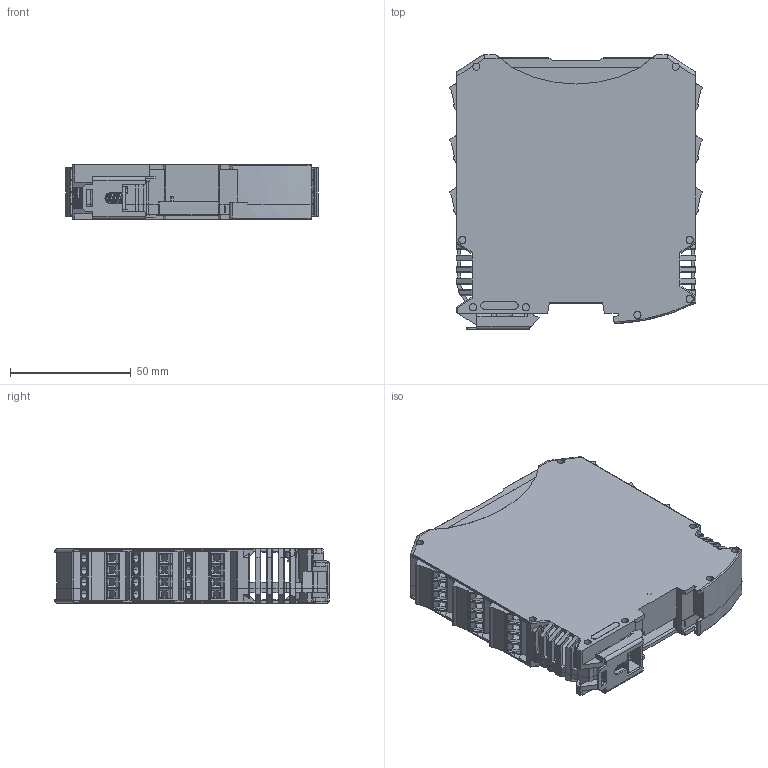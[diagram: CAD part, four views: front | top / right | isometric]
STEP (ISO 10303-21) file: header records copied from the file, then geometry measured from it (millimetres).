
FILE_DESCRIPTION (( 'STEP AP214' ), '1' );
FILE_NAME ('NC87.STEP', '2024-06-19T08:38:18', ( '' ), ( '' ), 'SwSTEP 2.0', 'SolidWorks 2024', '' );
FILE_SCHEMA (( 'AUTOMOTIVE_DESIGN' ));
Length unit declared in the file: millimetre
Products named in the file (11): 2713939_PART2; 2713939_PART4; 2713939_PART5; 2908485; 2713939; 2908485_PART2; 2908472; 2713939_PART1; 2713939_PART6; NC87; 2908472_PART2
Assembly tree (14 placements, depth 3):
  NC87
    2713939
      2713939_PART1
      2713939_PART2
      2713939_PART4
      2713939_PART5
      2713939_PART6
    2908472  x3
      2908472_PART2
    2908485  x3
      2908485_PART2
Bounding box: 104.58 x 113.65 x 22.6 mm (x, y, z)
Volume: 59906.4 mm3; surface area: 79594.2 mm2
Topology: 11 solids, 11 shells, 3216 faces, 8686 edges, 5644 vertices
Faces by surface type: plane 2398, cylinder 769, cone 39, bspline 8, torus 2
Entity records: 78333 total; most frequent: CARTESIAN_POINT 22149, ORIENTED_EDGE 11892, DIRECTION 11274, EDGE_CURVE 5946, LINE 4596, VECTOR 4596, VERTEX_POINT 3876, AXIS2_PLACEMENT_3D 3339
